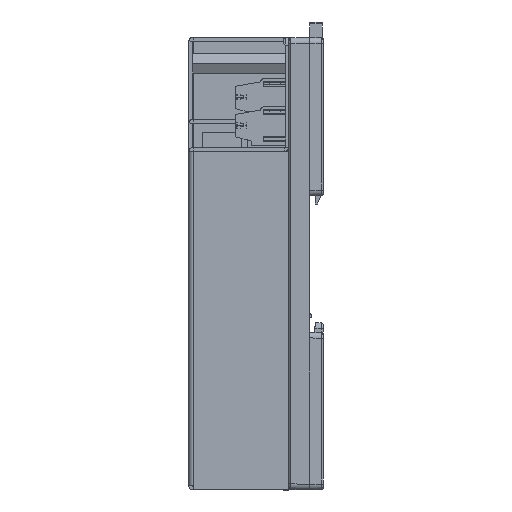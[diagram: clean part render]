
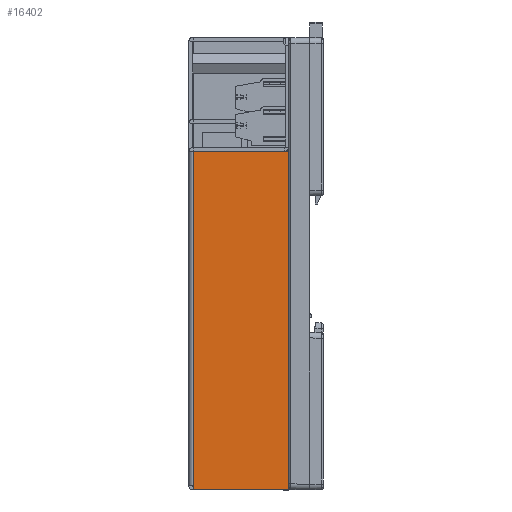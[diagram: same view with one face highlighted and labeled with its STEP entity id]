
A CAD part, left-side view. The second image highlights one B-rep face of the part: STEP entity #16402.
In plain terms, the highlighted planar face has unit normal (-1, 0, 0).
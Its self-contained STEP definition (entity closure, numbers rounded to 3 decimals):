
#1763 = DIRECTION ( 'NONE',  ( 0., 0., 1. ) ) ;
#2001 = ORIENTED_EDGE ( 'NONE', *, *, #29002, .T. ) ;
#3200 = CARTESIAN_POINT ( 'NONE',  ( -86.5, 0., 29.1 ) ) ;
#3553 = CARTESIAN_POINT ( 'NONE',  ( -86.5, -1.1, -58.8 ) ) ;
#4829 = EDGE_CURVE ( 'NONE', #10630, #24443, #25913, .T. ) ;
#5983 = CARTESIAN_POINT ( 'NONE',  ( -86.5, -1.1, 29.1 ) ) ;
#6740 = VECTOR ( 'NONE', #14010, 1000. ) ;
#7722 = CARTESIAN_POINT ( 'NONE',  ( -86.5, 0., 0. ) ) ;
#8770 = ORIENTED_EDGE ( 'NONE', *, *, #16834, .F. ) ;
#9470 = VECTOR ( 'NONE', #1763, 1000. ) ;
#9695 = DIRECTION ( 'NONE',  ( 0., -1., 0. ) ) ;
#9771 = EDGE_LOOP ( 'NONE', ( #26448, #15508, #22374, #2001, #8770 ) ) ;
#10039 = DIRECTION ( 'NONE',  ( 0., 0., 1. ) ) ;
#10630 = VERTEX_POINT ( 'NONE', #3553 ) ;
#10913 = VECTOR ( 'NONE', #10039, 1000. ) ;
#11275 = VECTOR ( 'NONE', #9695, 1000. ) ;
#12198 = VERTEX_POINT ( 'NONE', #17327 ) ;
#14010 = DIRECTION ( 'NONE',  ( 0., 1., 0. ) ) ;
#15508 = ORIENTED_EDGE ( 'NONE', *, *, #4829, .T. ) ;
#15557 = LINE ( 'NONE', #5983, #9470 ) ;
#16352 = CARTESIAN_POINT ( 'NONE',  ( -86.5, -1.1, 29.1 ) ) ;
#16402 = ADVANCED_FACE ( 'NONE', ( #18828 ), #27981, .F. ) ;
#16464 = VERTEX_POINT ( 'NONE', #21968 ) ;
#16834 = EDGE_CURVE ( 'NONE', #12198, #16464, #15557, .T. ) ;
#17327 = CARTESIAN_POINT ( 'NONE',  ( -86.5, -1.1, -57.7 ) ) ;
#18384 = EDGE_CURVE ( 'NONE', #10630, #12198, #18903, .T. ) ;
#18828 = FACE_OUTER_BOUND ( 'NONE', #9771, .T. ) ;
#18903 = LINE ( 'NONE', #16352, #10913 ) ;
#21247 = VERTEX_POINT ( 'NONE', #27328 ) ;
#21365 = LINE ( 'NONE', #3200, #6740 ) ;
#21733 = CARTESIAN_POINT ( 'NONE',  ( -86.5, -26., 0. ) ) ;
#21968 = CARTESIAN_POINT ( 'NONE',  ( -86.5, -1.1, 29.1 ) ) ;
#22002 = EDGE_CURVE ( 'NONE', #24443, #21247, #23987, .T. ) ;
#22374 = ORIENTED_EDGE ( 'NONE', *, *, #22002, .T. ) ;
#22892 = AXIS2_PLACEMENT_3D ( 'NONE', #7722, #23489, #27834 ) ;
#23489 = DIRECTION ( 'NONE',  ( 1., 0., 0. ) ) ;
#23512 = CARTESIAN_POINT ( 'NONE',  ( -86.5, 0., -58.8 ) ) ;
#23987 = LINE ( 'NONE', #21733, #27811 ) ;
#24309 = CARTESIAN_POINT ( 'NONE',  ( -86.5, -26., -58.8 ) ) ;
#24443 = VERTEX_POINT ( 'NONE', #24309 ) ;
#25913 = LINE ( 'NONE', #23512, #11275 ) ;
#26448 = ORIENTED_EDGE ( 'NONE', *, *, #18384, .F. ) ;
#27328 = CARTESIAN_POINT ( 'NONE',  ( -86.5, -26., 29.1 ) ) ;
#27811 = VECTOR ( 'NONE', #28332, 1000. ) ;
#27834 = DIRECTION ( 'NONE',  ( 0., 1., 0. ) ) ;
#27981 = PLANE ( 'NONE',  #22892 ) ;
#28332 = DIRECTION ( 'NONE',  ( 0., 0., 1. ) ) ;
#29002 = EDGE_CURVE ( 'NONE', #21247, #16464, #21365, .T. ) ;
